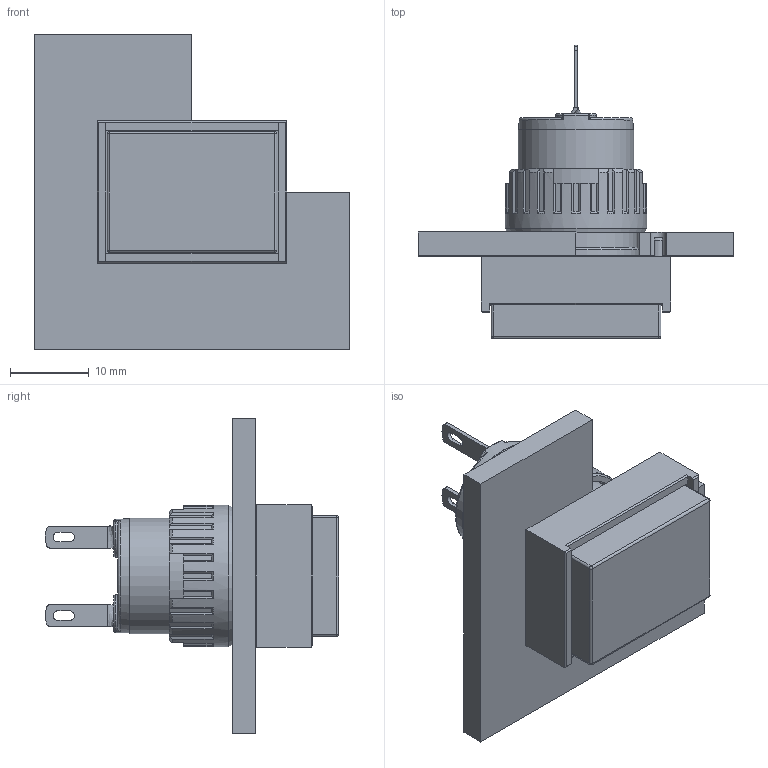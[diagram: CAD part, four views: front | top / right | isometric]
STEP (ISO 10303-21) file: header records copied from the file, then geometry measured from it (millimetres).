
FILE_DESCRIPTION( ( 'Unknown' ), '1' );
FILE_NAME( 'LM_18x24_L1_00337487.stp', 'Unknown', ( 'Unknown' ), ( 'Unknown' ), 'PSStep 17.0.49', 'Unknown', ' ' );
FILE_SCHEMA( ( 'AUTOMOTIVE_DESIGN { 1 0 10303 214 1 1 1 1 }' ) );
Length unit declared in the file: millimetre
Products named in the file (9): LM_Anschluss_2.8x0.5_00337403; LM-Anschlussplatte_2.8x0.5_00337382; LM-Lampenkontaktfeder_2.8x0.5_linksdrall_00337404; LM_Lampenkontaktfeder_2.8x0.5_rechtsdrall_00337405; Assem1; Vorsatz-Gehaeuse_18x24_00337379; Druckhaube_18x24XXS_00337429; Befestigungsmutter_00311771; Frontplatte_40x40x3_D16-D2vds_00337581
Assembly tree (8 placements, depth 3):
  Assem1
    Vorsatz-Gehaeuse_18x24_00337379
    Druckhaube_18x24XXS_00337429
    Befestigungsmutter_00311771
    Frontplatte_40x40x3_D16-D2vds_00337581
    LM_Anschluss_2.8x0.5_00337403
      LM-Anschlussplatte_2.8x0.5_00337382
      LM-Lampenkontaktfeder_2.8x0.5_linksdrall_00337404
      LM_Lampenkontaktfeder_2.8x0.5_rechtsdrall_00337405
Bounding box: 40 x 37.2 x 40 mm (x, y, z)
Volume: 6581.9 mm3; surface area: 8739.3 mm2
Topology: 7 solids, 7 shells, 346 faces, 911 edges, 583 vertices
Faces by surface type: plane 241, cylinder 54, cone 24, bspline 12, sphere 8, torus 7
Full cylindrical faces by diameter (mm): 3 x2, 12 x1, 14.6 x1, 14.9 x1, 15.4 x1, 16 x1, 16.05 x1, 17.6 x1, 17.9 x1
Entity records: 13533 total; most frequent: CARTESIAN_POINT 2333, ORIENTED_EDGE 1764, DIRECTION 1727, EDGE_CURVE 882, LINE 605, VECTOR 605, VERTEX_POINT 579, AXIS2_PLACEMENT_3D 561
